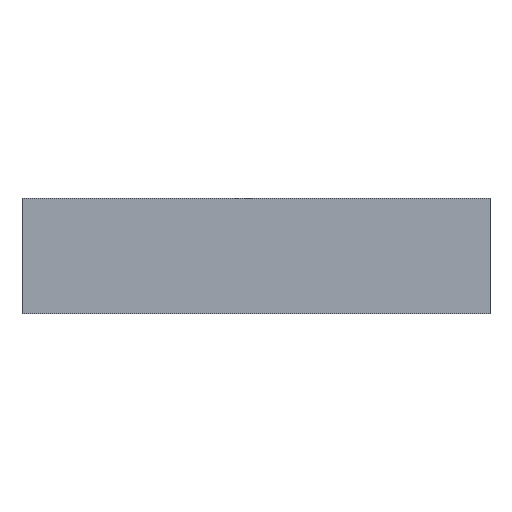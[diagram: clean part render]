
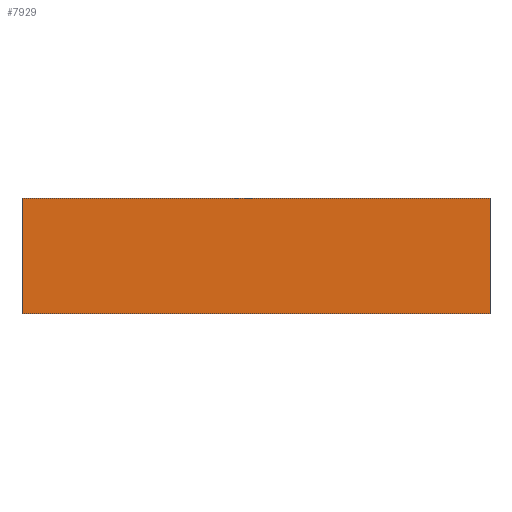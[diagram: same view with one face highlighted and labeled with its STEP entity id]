
A CAD part, front view. The second image highlights one B-rep face of the part: STEP entity #7929.
In plain terms, the highlighted planar face has unit normal (0, -1, 0).
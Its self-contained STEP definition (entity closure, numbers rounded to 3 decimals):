
#540=PLANE('',#8384);
#948=FACE_OUTER_BOUND('',#1435,.T.);
#1435=EDGE_LOOP('',(#7356,#7357,#7358,#7359));
#1761=LINE('',#13581,#2464);
#1856=LINE('',#13899,#2559);
#2122=LINE('',#14644,#2825);
#2147=LINE('',#14705,#2850);
#2464=VECTOR('',#8846,10.);
#2559=VECTOR('',#9109,10.);
#2825=VECTOR('',#9897,10.);
#2850=VECTOR('',#9964,10.);
#3532=VERTEX_POINT('',#13579);
#3533=VERTEX_POINT('',#13580);
#3672=VERTEX_POINT('',#13898);
#3890=VERTEX_POINT('',#14643);
#4503=EDGE_CURVE('',#3532,#3533,#1761,.T.);
#4659=EDGE_CURVE('',#3672,#3533,#1856,.T.);
#5032=EDGE_CURVE('',#3672,#3890,#2122,.T.);
#5063=EDGE_CURVE('',#3890,#3532,#2147,.T.);
#7356=ORIENTED_EDGE('',*,*,#4659,.T.);
#7357=ORIENTED_EDGE('',*,*,#4503,.F.);
#7358=ORIENTED_EDGE('',*,*,#5063,.F.);
#7359=ORIENTED_EDGE('',*,*,#5032,.F.);
#7929=ADVANCED_FACE('',(#948),#540,.T.);
#8384=AXIS2_PLACEMENT_3D('',#14708,#9968,#9969);
#8846=DIRECTION('',(1.,0.,0.));
#9109=DIRECTION('',(0.,0.,1.));
#9897=DIRECTION('',(-1.,0.,0.));
#9964=DIRECTION('',(0.,0.,1.));
#9968=DIRECTION('center_axis',(0.,-1.,0.));
#9969=DIRECTION('ref_axis',(1.,0.,0.));
#13579=CARTESIAN_POINT('',(-4.,-4.,25.));
#13580=CARTESIAN_POINT('',(124.,-4.,25.));
#13581=CARTESIAN_POINT('',(124.,-4.,25.));
#13898=CARTESIAN_POINT('',(124.,-4.,-6.6));
#13899=CARTESIAN_POINT('',(124.,-4.,22.));
#14643=CARTESIAN_POINT('',(-4.,-4.,-6.6));
#14644=CARTESIAN_POINT('',(124.,-4.,-6.6));
#14705=CARTESIAN_POINT('',(-4.,-4.,-6.6));
#14708=CARTESIAN_POINT('Origin',(-4.,-4.,22.));
